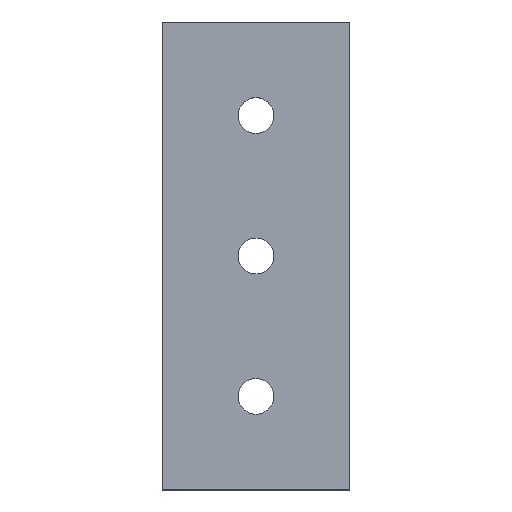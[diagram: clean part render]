
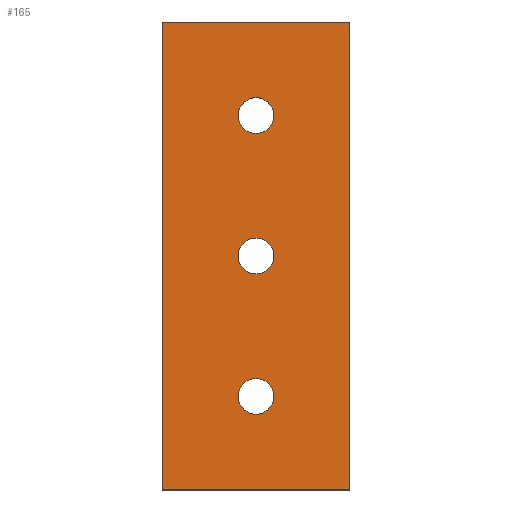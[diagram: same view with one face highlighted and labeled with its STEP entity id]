
A CAD part, top view. The second image highlights one B-rep face of the part: STEP entity #165.
In plain terms, the highlighted planar face has unit normal (0, 0, 1).
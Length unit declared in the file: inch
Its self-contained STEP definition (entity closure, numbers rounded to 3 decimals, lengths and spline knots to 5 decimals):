
#17=LINE('',#269,#29);
#20=LINE('',#275,#32);
#23=LINE('',#281,#35);
#26=LINE('',#285,#38);
#29=VECTOR('',#226,0.3937);
#32=VECTOR('',#231,0.3937);
#35=VECTOR('',#236,0.3937);
#38=VECTOR('',#241,0.3937);
#43=PLANE('',#200);
#48=FACE_BOUND('',#74,.T.);
#49=FACE_BOUND('',#75,.T.);
#50=FACE_BOUND('',#76,.T.);
#61=FACE_OUTER_BOUND('',#73,.T.);
#73=EDGE_LOOP('',(#141,#142,#143,#144));
#74=EDGE_LOOP('',(#145));
#75=EDGE_LOOP('',(#146));
#76=EDGE_LOOP('',(#147));
#82=CIRCLE('',#189,0.0955);
#84=CIRCLE('',#192,0.0955);
#86=CIRCLE('',#195,0.0955);
#88=VERTEX_POINT('',#250);
#90=VERTEX_POINT('',#255);
#92=VERTEX_POINT('',#260);
#95=VERTEX_POINT('',#266);
#96=VERTEX_POINT('',#268);
#98=VERTEX_POINT('',#274);
#100=VERTEX_POINT('',#280);
#102=EDGE_CURVE('',#88,#88,#82,.T.);
#104=EDGE_CURVE('',#90,#90,#84,.T.);
#106=EDGE_CURVE('',#92,#92,#86,.T.);
#109=EDGE_CURVE('',#96,#95,#17,.T.);
#112=EDGE_CURVE('',#98,#96,#20,.T.);
#115=EDGE_CURVE('',#100,#98,#23,.T.);
#118=EDGE_CURVE('',#95,#100,#26,.T.);
#141=ORIENTED_EDGE('',*,*,#118,.T.);
#142=ORIENTED_EDGE('',*,*,#115,.T.);
#143=ORIENTED_EDGE('',*,*,#112,.T.);
#144=ORIENTED_EDGE('',*,*,#109,.T.);
#145=ORIENTED_EDGE('',*,*,#102,.T.);
#146=ORIENTED_EDGE('',*,*,#104,.T.);
#147=ORIENTED_EDGE('',*,*,#106,.T.);
#165=ADVANCED_FACE('',(#61,#48,#49,#50),#43,.T.);
#189=AXIS2_PLACEMENT_3D('',#251,#208,#209);
#192=AXIS2_PLACEMENT_3D('',#256,#214,#215);
#195=AXIS2_PLACEMENT_3D('',#261,#220,#221);
#200=AXIS2_PLACEMENT_3D('',#286,#242,#243);
#208=DIRECTION('center_axis',(0.,0.,-1.));
#209=DIRECTION('ref_axis',(1.,0.,0.));
#214=DIRECTION('center_axis',(0.,0.,-1.));
#215=DIRECTION('ref_axis',(1.,0.,0.));
#220=DIRECTION('center_axis',(0.,0.,-1.));
#221=DIRECTION('ref_axis',(1.,0.,0.));
#226=DIRECTION('',(0.,-1.,0.));
#231=DIRECTION('',(-1.,0.,0.));
#236=DIRECTION('',(0.,1.,0.));
#241=DIRECTION('',(1.,0.,0.));
#242=DIRECTION('center_axis',(0.,0.,1.));
#243=DIRECTION('ref_axis',(1.,0.,0.));
#250=CARTESIAN_POINT('',(0.5955,1.25,0.125));
#251=CARTESIAN_POINT('Origin',(0.5,1.25,0.125));
#255=CARTESIAN_POINT('',(0.5955,0.5,0.125));
#256=CARTESIAN_POINT('Origin',(0.5,0.5,0.125));
#260=CARTESIAN_POINT('',(0.5955,2.,0.125));
#261=CARTESIAN_POINT('Origin',(0.5,2.,0.125));
#266=CARTESIAN_POINT('',(0.,0.,0.125));
#268=CARTESIAN_POINT('',(0.,2.5,0.125));
#269=CARTESIAN_POINT('',(0.,2.5,0.125));
#274=CARTESIAN_POINT('',(1.,2.5,0.125));
#275=CARTESIAN_POINT('',(1.,2.5,0.125));
#280=CARTESIAN_POINT('',(1.,0.,0.125));
#281=CARTESIAN_POINT('',(1.,0.,0.125));
#285=CARTESIAN_POINT('',(0.,0.,0.125));
#286=CARTESIAN_POINT('Origin',(0.5,1.25,0.125));
